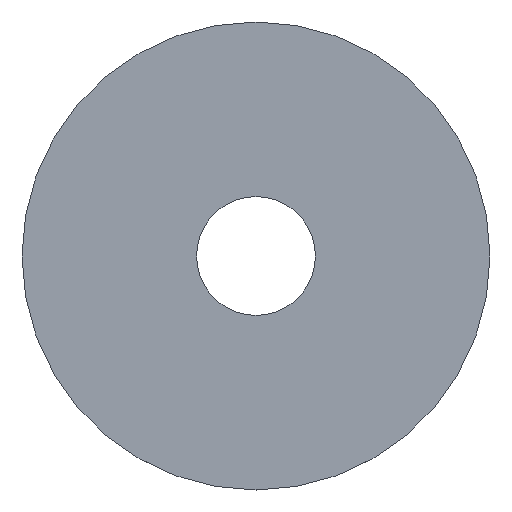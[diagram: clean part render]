
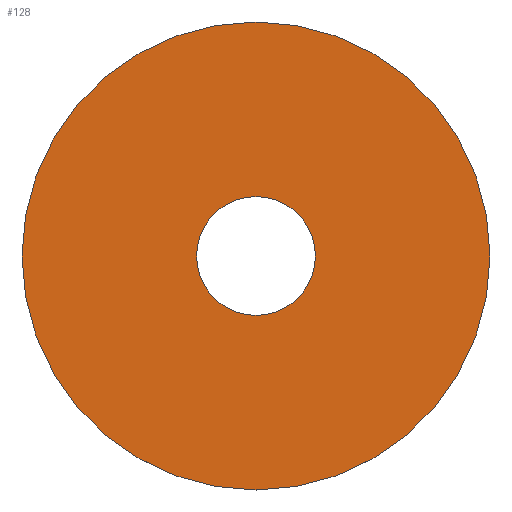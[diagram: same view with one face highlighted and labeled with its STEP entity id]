
A CAD part, top view. The second image highlights one B-rep face of the part: STEP entity #128.
In plain terms, the highlighted planar face has unit normal (0, 0, 1).
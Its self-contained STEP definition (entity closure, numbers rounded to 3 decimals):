
#2 = VERTEX_POINT ( 'NONE', #28 ) ;
#5 = CIRCLE ( 'NONE', #111, 31.5 ) ;
#18 = AXIS2_PLACEMENT_3D ( 'NONE', #166, #50, #48 ) ;
#28 = CARTESIAN_POINT ( 'NONE',  ( 0., 31.5, 0.5 ) ) ;
#40 = VERTEX_POINT ( 'NONE', #132 ) ;
#48 = DIRECTION ( 'NONE',  ( 0., 1., 0. ) ) ;
#50 = DIRECTION ( 'NONE',  ( 0., 0., -1. ) ) ;
#56 = DIRECTION ( 'NONE',  ( 0., 0., 1. ) ) ;
#77 = EDGE_LOOP ( 'NONE', ( #90 ) ) ;
#81 = DIRECTION ( 'NONE',  ( 0., -1., 0. ) ) ;
#83 = DIRECTION ( 'NONE',  ( 0., 1., 0. ) ) ;
#87 = AXIS2_PLACEMENT_3D ( 'NONE', #127, #56, #81 ) ;
#90 = ORIENTED_EDGE ( 'NONE', *, *, #165, .F. ) ;
#100 = EDGE_CURVE ( 'NONE', #40, #40, #133, .T. ) ;
#111 = AXIS2_PLACEMENT_3D ( 'NONE', #153, #161, #83 ) ;
#126 = FACE_OUTER_BOUND ( 'NONE', #77, .T. ) ;
#127 = CARTESIAN_POINT ( 'NONE',  ( 0., 8., 0.5 ) ) ;
#128 = ADVANCED_FACE ( 'NONE', ( #169, #126 ), #139, .T. ) ;
#132 = CARTESIAN_POINT ( 'NONE',  ( 0., 8., 0.5 ) ) ;
#133 = CIRCLE ( 'NONE', #18, 8. ) ;
#138 = EDGE_LOOP ( 'NONE', ( #159 ) ) ;
#139 = PLANE ( 'NONE',  #87 ) ;
#153 = CARTESIAN_POINT ( 'NONE',  ( 0., 0., 0.5 ) ) ;
#159 = ORIENTED_EDGE ( 'NONE', *, *, #100, .T. ) ;
#161 = DIRECTION ( 'NONE',  ( 0., 0., -1. ) ) ;
#165 = EDGE_CURVE ( 'NONE', #2, #2, #5, .T. ) ;
#166 = CARTESIAN_POINT ( 'NONE',  ( 0., 0., 0.5 ) ) ;
#169 = FACE_BOUND ( 'NONE', #138, .T. ) ;
